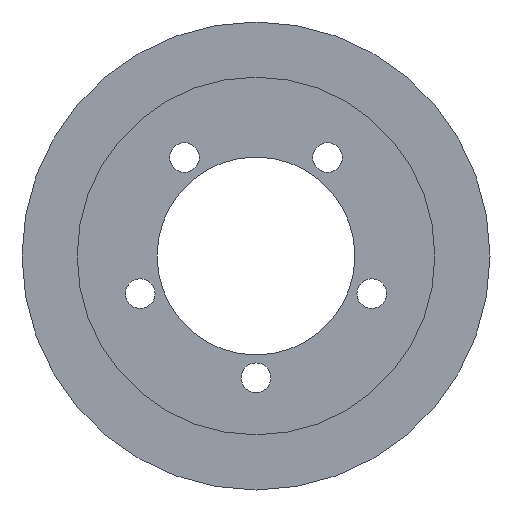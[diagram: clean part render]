
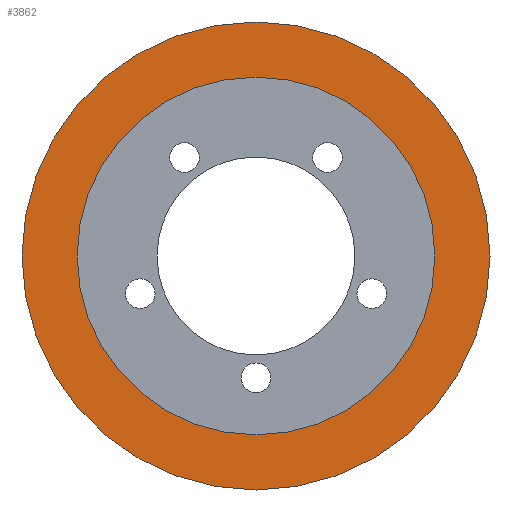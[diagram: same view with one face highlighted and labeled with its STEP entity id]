
A CAD part, front view. The second image highlights one B-rep face of the part: STEP entity #3862.
In plain terms, the highlighted planar face has unit normal (0, -1, 0).
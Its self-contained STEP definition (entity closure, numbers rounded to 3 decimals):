
#98=FACE_BOUND('',#1302,.T.);
#1105=FACE_OUTER_BOUND('',#1301,.T.);
#1301=EDGE_LOOP('',(#3521));
#1302=EDGE_LOOP('',(#3522));
#1397=CIRCLE('',#3970,30.75);
#1472=CIRCLE('',#4228,23.5);
#1667=VERTEX_POINT('',#5735);
#1850=VERTEX_POINT('',#6466);
#2046=EDGE_CURVE('',#1667,#1667,#1397,.T.);
#2410=EDGE_CURVE('',#1850,#1850,#1472,.T.);
#3521=ORIENTED_EDGE('',*,*,#2046,.F.);
#3522=ORIENTED_EDGE('',*,*,#2410,.F.);
#3675=PLANE('',#4227);
#3862=ADVANCED_FACE('',(#1105,#98),#3675,.F.);
#3970=AXIS2_PLACEMENT_3D('',#5737,#4512,#4513);
#4227=AXIS2_PLACEMENT_3D('',#6465,#5315,#5316);
#4228=AXIS2_PLACEMENT_3D('',#6467,#5317,#5318);
#4512=DIRECTION('center_axis',(0.,1.,0.));
#4513=DIRECTION('ref_axis',(-1.,0.,0.));
#5315=DIRECTION('center_axis',(0.,1.,0.));
#5316=DIRECTION('ref_axis',(0.,0.,1.));
#5317=DIRECTION('center_axis',(0.,-1.,0.));
#5318=DIRECTION('ref_axis',(-1.,0.,0.));
#5735=CARTESIAN_POINT('',(30.75,0.,0.));
#5737=CARTESIAN_POINT('Origin',(0.,0.,0.));
#6465=CARTESIAN_POINT('Origin',(0.,0.,0.));
#6466=CARTESIAN_POINT('',(23.5,0.,0.));
#6467=CARTESIAN_POINT('Origin',(0.,0.,0.));
